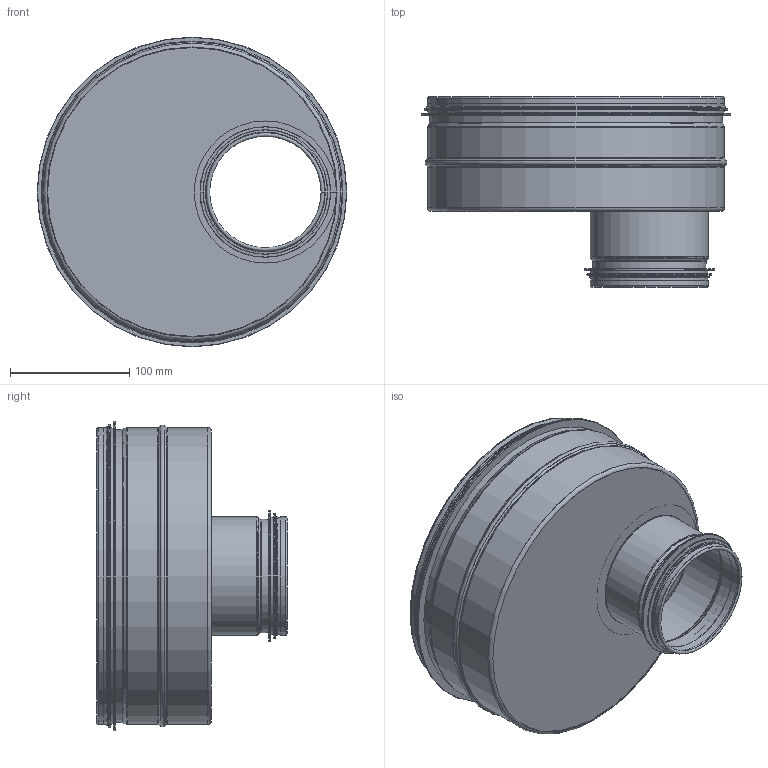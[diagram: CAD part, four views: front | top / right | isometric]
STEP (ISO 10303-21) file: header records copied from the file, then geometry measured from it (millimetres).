
FILE_DESCRIPTION((''),'2;1');
FILE_NAME('HFE_250-100.stp','2014-02-19T14:29:15',(''),(''),'Autodesk Inventor 2013','Autodesk Inventor 2013','');
FILE_SCHEMA(('AUTOMOTIVE_DESIGN { 1 2 10303 214 0 1 1 1 }'));
Length unit declared in the file: millimetre
Products named in the file (7): HFE_250-100; StosDragenKant-100; StosDragenKantRörämne-100; 999003; HÄL-250; HälRörämne-250; 999007
Assembly tree (6 placements, depth 3):
  HFE_250-100
    StosDragenKant-100
      StosDragenKantRörämne-100
      999003
    HÄL-250
      HälRörämne-250
      999007
Bounding box: 259.3 x 159.5 x 259.3 mm (x, y, z)
Volume: 110500.6 mm3; surface area: 348063.2 mm2
Topology: 4 solids, 4 shells, 118 faces, 223 edges, 120 vertices
Faces by surface type: plane 38, torus 36, cylinder 28, cone 16
Full cylindrical faces by diameter (mm): 93.25 x1, 94.25 x1, 95.45 x1, 98.05 x5, 99.05 x2, 100.05 x1, 104.45 x1, 109.45 x1, 119.05 x1, 243.1 x1, 244.1 x1, 245.3 x1, 247.9 x6, 248.9 x3, 254.3 x1, 259.3 x1
Entity records: 2947 total; most frequent: DIRECTION 542, CARTESIAN_POINT 415, ORIENTED_EDGE 328, AXIS2_PLACEMENT_3D 247, EDGE_LOOP 190, EDGE_CURVE 164, STYLED_ITEM 121, VERTEX_POINT 120
